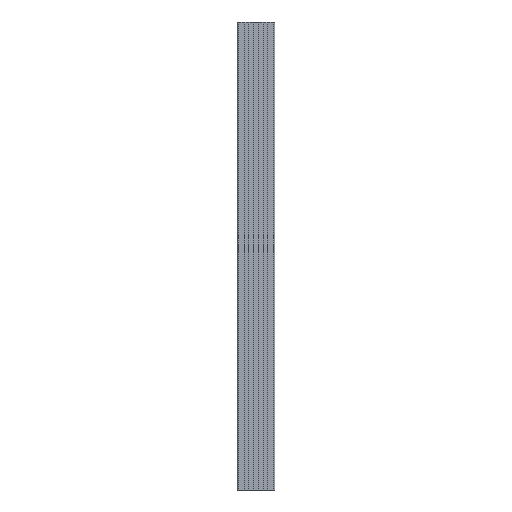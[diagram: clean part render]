
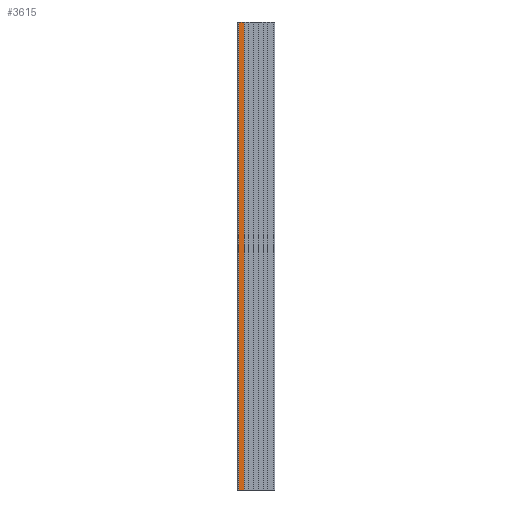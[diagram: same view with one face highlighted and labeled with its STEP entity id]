
A CAD part, front view. The second image highlights one B-rep face of the part: STEP entity #3615.
In plain terms, the highlighted planar face has unit normal (0, -1, 0).
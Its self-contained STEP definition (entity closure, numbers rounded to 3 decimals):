
#249=FACE_OUTER_BOUND('',#433,.T.);
#433=EDGE_LOOP('',(#3059,#3060,#3061,#3062));
#845=LINE('',#5607,#1321);
#905=LINE('',#5734,#1381);
#906=LINE('',#5737,#1382);
#907=LINE('',#5738,#1383);
#1321=VECTOR('',#4579,10.);
#1381=VECTOR('',#4693,10.);
#1382=VECTOR('',#4696,10.);
#1383=VECTOR('',#4697,10.);
#1699=VERTEX_POINT('',#5604);
#1700=VERTEX_POINT('',#5606);
#1740=VERTEX_POINT('',#5732);
#1741=VERTEX_POINT('',#5736);
#2173=EDGE_CURVE('',#1699,#1700,#845,.T.);
#2237=EDGE_CURVE('',#1740,#1699,#905,.T.);
#2238=EDGE_CURVE('',#1741,#1740,#906,.T.);
#2239=EDGE_CURVE('',#1741,#1700,#907,.T.);
#3059=ORIENTED_EDGE('',*,*,#2237,.F.);
#3060=ORIENTED_EDGE('',*,*,#2238,.F.);
#3061=ORIENTED_EDGE('',*,*,#2239,.T.);
#3062=ORIENTED_EDGE('',*,*,#2173,.F.);
#3445=PLANE('',#3845);
#3615=ADVANCED_FACE('',(#249),#3445,.T.);
#3845=AXIS2_PLACEMENT_3D('',#5735,#4694,#4695);
#4579=DIRECTION('',(-1.,0.,0.));
#4693=DIRECTION('',(0.,0.,-1.));
#4694=DIRECTION('center_axis',(0.,-1.,0.));
#4695=DIRECTION('ref_axis',(1.,0.,0.));
#4696=DIRECTION('',(1.,0.,0.));
#4697=DIRECTION('',(0.,0.,-1.));
#5604=CARTESIAN_POINT('',(-25.,-20.,-500.));
#5606=CARTESIAN_POINT('',(-37.,-20.,-500.));
#5607=CARTESIAN_POINT('',(-25.,-20.,-500.));
#5732=CARTESIAN_POINT('',(-25.,-20.,500.));
#5734=CARTESIAN_POINT('',(-25.,-20.,0.));
#5735=CARTESIAN_POINT('Origin',(-37.,-20.,0.));
#5736=CARTESIAN_POINT('',(-37.,-20.,500.));
#5737=CARTESIAN_POINT('',(-25.,-20.,500.));
#5738=CARTESIAN_POINT('',(-37.,-20.,0.));
